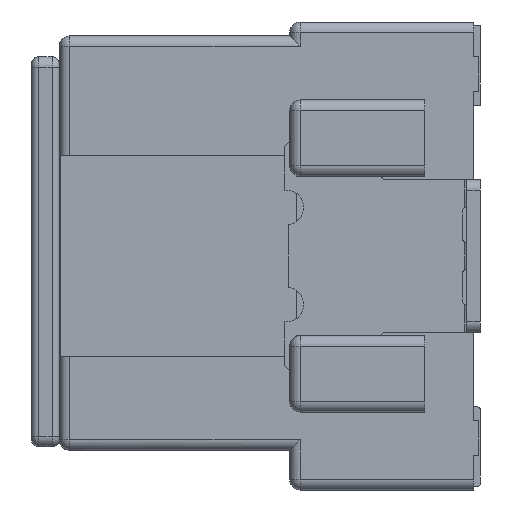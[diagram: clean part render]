
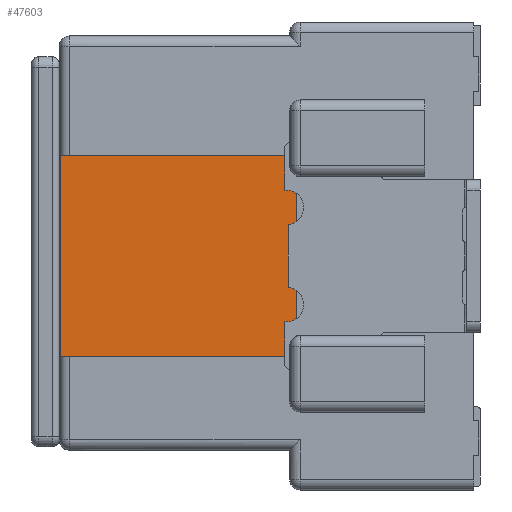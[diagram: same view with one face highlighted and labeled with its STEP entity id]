
A CAD part, left-side view. The second image highlights one B-rep face of the part: STEP entity #47603.
In plain terms, the highlighted planar face has unit normal (-1, 0, 0).
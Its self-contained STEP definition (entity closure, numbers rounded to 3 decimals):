
#956 = CARTESIAN_POINT ( 'NONE',  ( -11.15, -6.85, -3.75 ) ) ;
#4210 = CARTESIAN_POINT ( 'NONE',  ( -11.15, -12.852, 2.05 ) ) ;
#6123 = EDGE_LOOP ( 'NONE', ( #37408, #61374, #65314, #27403 ) ) ;
#6819 = VERTEX_POINT ( 'NONE', #56752 ) ;
#9133 = DIRECTION ( 'NONE',  ( 0., 0., 1. ) ) ;
#10208 = EDGE_CURVE ( 'NONE', #6819, #67098, #15979, .T. ) ;
#13867 = CARTESIAN_POINT ( 'NONE',  ( -11.15, -0.04, 2.05 ) ) ;
#15701 = EDGE_CURVE ( 'NONE', #27817, #6819, #52171, .T. ) ;
#15979 = LINE ( 'NONE', #4210, #37728 ) ;
#16082 = VERTEX_POINT ( 'NONE', #38978 ) ;
#19863 = AXIS2_PLACEMENT_3D ( 'NONE', #27135, #63039, #51008 ) ;
#27135 = CARTESIAN_POINT ( 'NONE',  ( -11.15, -12.852, -3.75 ) ) ;
#27403 = ORIENTED_EDGE ( 'NONE', *, *, #15701, .T. ) ;
#27817 = VERTEX_POINT ( 'NONE', #956 ) ;
#28190 = VECTOR ( 'NONE', #60809, 1000. ) ;
#29450 = EDGE_CURVE ( 'NONE', #67098, #16082, #36989, .T. ) ;
#30247 = LINE ( 'NONE', #35695, #31410 ) ;
#31410 = VECTOR ( 'NONE', #54077, 1000. ) ;
#35695 = CARTESIAN_POINT ( 'NONE',  ( -11.15, -12.852, -3.75 ) ) ;
#36989 = LINE ( 'NONE', #13867, #28190 ) ;
#37408 = ORIENTED_EDGE ( 'NONE', *, *, #10208, .T. ) ;
#37728 = VECTOR ( 'NONE', #63664, 1000. ) ;
#38978 = CARTESIAN_POINT ( 'NONE',  ( -11.15, -0.04, -3.75 ) ) ;
#40601 = VECTOR ( 'NONE', #9133, 1000. ) ;
#45895 = FACE_OUTER_BOUND ( 'NONE', #6123, .T. ) ;
#47603 = ADVANCED_FACE ( 'NONE', ( #45895 ), #56796, .F. ) ;
#51008 = DIRECTION ( 'NONE',  ( 0., 0., -1. ) ) ;
#52171 = LINE ( 'NONE', #63106, #40601 ) ;
#54077 = DIRECTION ( 'NONE',  ( 0., 1., 0. ) ) ;
#56752 = CARTESIAN_POINT ( 'NONE',  ( -11.15, -6.85, 2.05 ) ) ;
#56796 = PLANE ( 'NONE',  #19863 ) ;
#60809 = DIRECTION ( 'NONE',  ( 0., 0., -1. ) ) ;
#61374 = ORIENTED_EDGE ( 'NONE', *, *, #29450, .T. ) ;
#63039 = DIRECTION ( 'NONE',  ( 1., 0., 0. ) ) ;
#63106 = CARTESIAN_POINT ( 'NONE',  ( -11.15, -6.85, -3.75 ) ) ;
#63664 = DIRECTION ( 'NONE',  ( 0., 1., 0. ) ) ;
#65314 = ORIENTED_EDGE ( 'NONE', *, *, #68311, .F. ) ;
#67098 = VERTEX_POINT ( 'NONE', #74138 ) ;
#68311 = EDGE_CURVE ( 'NONE', #27817, #16082, #30247, .T. ) ;
#74138 = CARTESIAN_POINT ( 'NONE',  ( -11.15, -0.04, 2.05 ) ) ;
